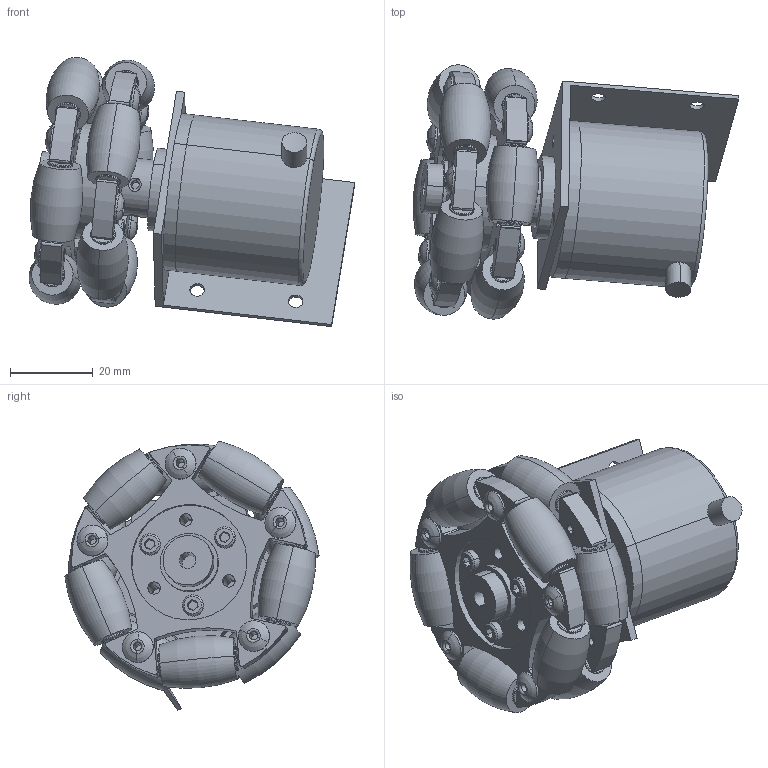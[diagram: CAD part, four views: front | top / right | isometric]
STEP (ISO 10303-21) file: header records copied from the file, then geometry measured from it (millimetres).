
FILE_DESCRIPTION (( 'STEP AP203' ), '1' );
FILE_NAME ('Locate_mechannic.STEP', '2023-03-10T12:20:22', ( '' ), ( '' ), 'SwSTEP 2.0', 'SolidWorks 2021', '' );
FILE_SCHEMA (( 'CONFIG_CONTROL_DESIGN' ));
Length unit declared in the file: millimetre
Products named in the file (10): LPD3806-600BM-G5-24C; Rivet.STEP; WheelBase.STEP; WheelAsm.STEP; ga_do - Copy; Locate_mechannic; ShaftConnector.STEP; M3HexNut.STEP; BasePlacer.STEP; RubberWheel.STEP
Assembly tree (33 placements, depth 3):
  Locate_mechannic
    LPD3806-600BM-G5-24C
    WheelAsm.STEP
      WheelBase.STEP  x2
      BasePlacer.STEP
      RubberWheel.STEP  x10
      Rivet.STEP  x10
      ShaftConnector.STEP
      M3HexNut.STEP  x6
    ga_do - Copy
Bounding box: 78.55 x 61.33 x 64.96 mm (x, y, z)
Volume: 81378.3 mm3; surface area: 43213.6 mm2
Topology: 36 solids, 36 shells, 725 faces, 1662 edges, 1054 vertices
Faces by surface type: cylinder 376, plane 217, torus 82, cone 24, sphere 20, bspline 6
Entity records: 10708 total; most frequent: CARTESIAN_POINT 2138, DIRECTION 1594, ORIENTED_EDGE 1312, AXIS2_PLACEMENT_3D 666, EDGE_CURVE 656, VERTEX_POINT 430, CIRCLE 370, EDGE_LOOP 366
